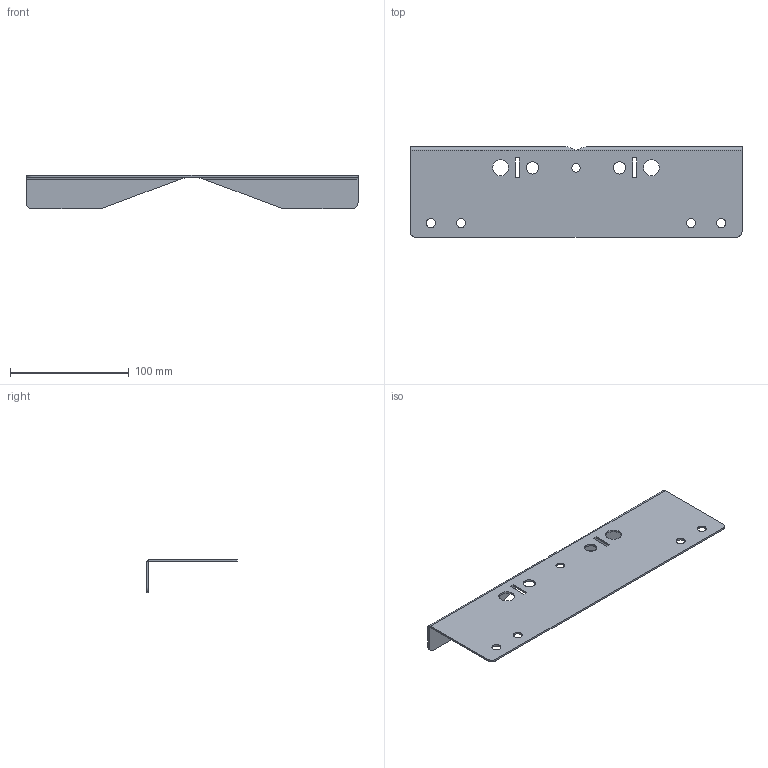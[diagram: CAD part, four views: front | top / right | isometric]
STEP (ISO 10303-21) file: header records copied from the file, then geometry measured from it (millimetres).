
FILE_DESCRIPTION (( 'STEP AP214' ), '1' );
FILE_NAME ('35706.STEP', '2017-06-08T11:41:07', ( '' ), ( '' ), 'SwSTEP 2.0', 'SolidWorks 2017', '' );
FILE_SCHEMA (( 'AUTOMOTIVE_DESIGN' ));
Length unit declared in the file: inch
Products named in the file (1): 35706
Bounding box: 279.4 x 76.2 x 27.94 mm (x, y, z)
Volume: 38723 mm3; surface area: 52512.1 mm2
Topology: 1 solids, 1 shells, 53 faces, 137 edges, 86 vertices
Faces by surface type: cylinder 26, plane 25, bspline 2
Entity records: 1754 total; most frequent: CARTESIAN_POINT 356, DIRECTION 282, ORIENTED_EDGE 274, EDGE_CURVE 137, AXIS2_PLACEMENT_3D 100, VERTEX_POINT 86, LINE 82, VECTOR 82
